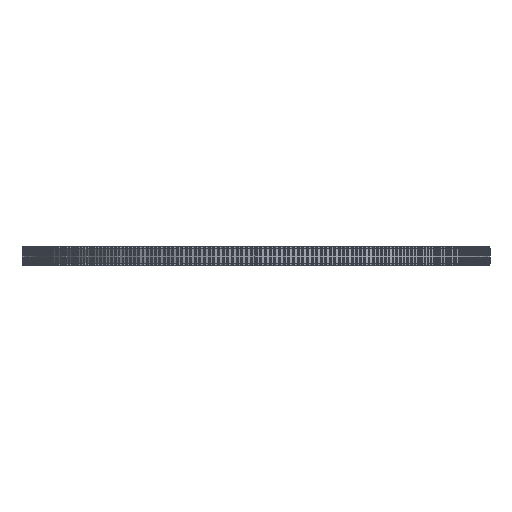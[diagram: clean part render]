
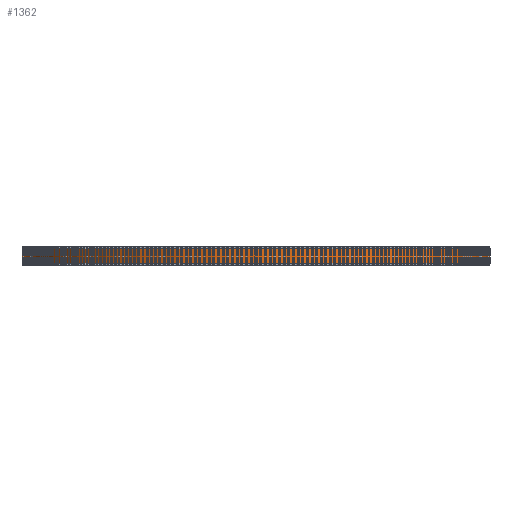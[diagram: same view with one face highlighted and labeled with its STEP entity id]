
A CAD part, front view. The second image highlights one B-rep face of the part: STEP entity #1362.
In plain terms, the highlighted cylindrical face has radius 98.676 mm (diameter 197.352 mm), a full revolution.
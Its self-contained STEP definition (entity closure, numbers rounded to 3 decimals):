
#97=FACE_BOUND('',#5088,.T.);
#98=FACE_BOUND('',#5089,.T.);
#1362=ADVANCED_FACE('',(#97,#98),#2603,.T.);
#2603=CYLINDRICAL_SURFACE('',#27423,98.676);
#5088=EDGE_LOOP('',(#15010));
#5089=EDGE_LOOP('',(#15011));
#15010=ORIENTED_EDGE('',*,*,#21214,.T.);
#15011=ORIENTED_EDGE('',*,*,#21215,.T.);
#17492=VERTEX_POINT('',#43560);
#17493=VERTEX_POINT('',#43562);
#21214=EDGE_CURVE('',#17492,#17492,#23696,.T.);
#21215=EDGE_CURVE('',#17493,#17493,#23697,.T.);
#23696=CIRCLE('',#27421,98.676);
#23697=CIRCLE('',#27422,98.676);
#27421=AXIS2_PLACEMENT_3D('',#43559,#36110,#36111);
#27422=AXIS2_PLACEMENT_3D('',#43561,#36112,#36113);
#27423=AXIS2_PLACEMENT_3D('',#43563,#36114,#36115);
#36110=DIRECTION('',(0.,0.,1.));
#36111=DIRECTION('',(1.,0.,0.));
#36112=DIRECTION('',(0.,0.,-1.));
#36113=DIRECTION('',(1.,0.,0.));
#36114=DIRECTION('',(0.,0.,1.));
#36115=DIRECTION('',(1.,0.,0.));
#43559=CARTESIAN_POINT('',(0.,0.,1.));
#43560=CARTESIAN_POINT('',(98.676,0.,1.));
#43561=CARTESIAN_POINT('',(0.,0.,7.));
#43562=CARTESIAN_POINT('',(98.676,0.,7.));
#43563=CARTESIAN_POINT('',(0.,0.,1.));
